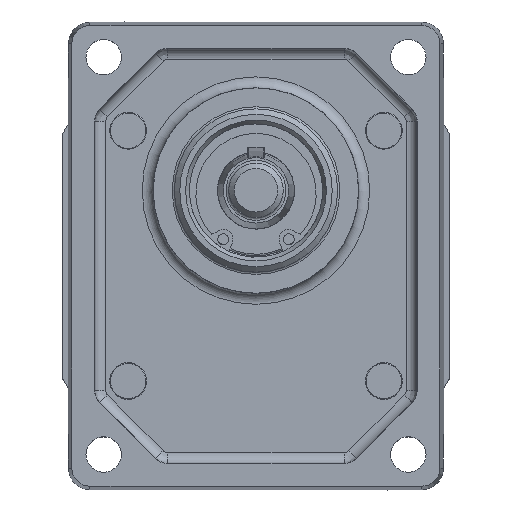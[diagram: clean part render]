
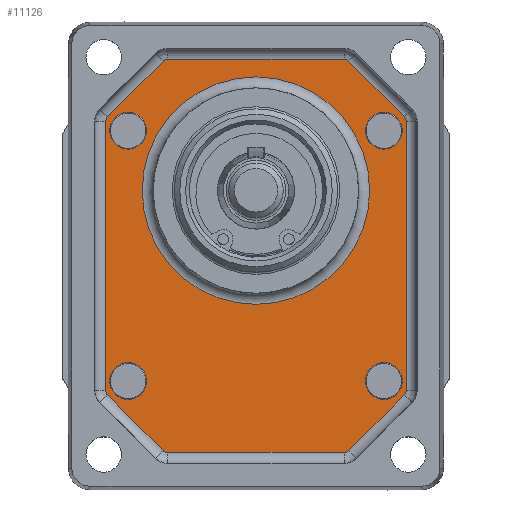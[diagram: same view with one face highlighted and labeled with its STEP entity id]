
A CAD part, top view. The second image highlights one B-rep face of the part: STEP entity #11126.
In plain terms, the highlighted planar face has unit normal (0, 0, 1).
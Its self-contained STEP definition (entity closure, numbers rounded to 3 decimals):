
#10928=CARTESIAN_POINT('',(0.556,-8.035,-2.5));
#10929=DIRECTION('',(0.0,0.0,1.0));
#10930=DIRECTION('',(-1.0,0.,0.0));
#10931=AXIS2_PLACEMENT_3D('',#10928,#10929,#10930);
#10932=PLANE('',#10931);
#10933=CARTESIAN_POINT('',(27.587,12.757,-2.5));
#10934=VERTEX_POINT('',#10933);
#10935=CARTESIAN_POINT('',(27.587,-36.757,-2.5));
#10936=VERTEX_POINT('',#10935);
#10937=CARTESIAN_POINT('',(27.587,12.757,-2.5));
#10938=DIRECTION('',(0.,-1.0,0.0));
#10939=VECTOR('',#10938,49.515);
#10940=LINE('',#10937,#10939);
#10941=EDGE_CURVE('',#10934,#10936,#10940,.T.);
#10942=ORIENTED_EDGE('',*,*,#10941,.F.);
#10943=CARTESIAN_POINT('',(27.264,13.537,-2.5));
#10944=VERTEX_POINT('',#10943);
#10945=CARTESIAN_POINT('',(26.485,12.757,-2.5));
#10946=DIRECTION('',(0.,0.,-1.0));
#10947=DIRECTION('',(0.924,0.383,0.));
#10948=AXIS2_PLACEMENT_3D('',#10945,#10946,#10947);
#10949=CIRCLE('',#10948,1.102);
#10950=EDGE_CURVE('',#10944,#10934,#10949,.T.);
#10951=ORIENTED_EDGE('',*,*,#10950,.F.);
#10952=CARTESIAN_POINT('',(17.022,23.779,-2.5));
#10953=VERTEX_POINT('',#10952);
#10954=CARTESIAN_POINT('',(17.022,23.779,-2.5));
#10955=DIRECTION('',(0.707,-0.707,0.));
#10956=VECTOR('',#10955,14.485);
#10957=LINE('',#10954,#10956);
#10958=EDGE_CURVE('',#10953,#10944,#10957,.T.);
#10959=ORIENTED_EDGE('',*,*,#10958,.F.);
#10960=CARTESIAN_POINT('',(16.243,24.102,-2.5));
#10961=VERTEX_POINT('',#10960);
#10962=CARTESIAN_POINT('',(16.243,23.,-2.5));
#10963=DIRECTION('',(0.,0.,-1.0));
#10964=DIRECTION('',(0.383,0.924,0.));
#10965=AXIS2_PLACEMENT_3D('',#10962,#10963,#10964);
#10966=CIRCLE('',#10965,1.102);
#10967=EDGE_CURVE('',#10961,#10953,#10966,.T.);
#10968=ORIENTED_EDGE('',*,*,#10967,.F.);
#10969=CARTESIAN_POINT('',(-16.272,24.102,-2.5));
#10970=VERTEX_POINT('',#10969);
#10971=CARTESIAN_POINT('',(-16.272,24.102,-2.5));
#10972=DIRECTION('',(1.0,0.,0.));
#10973=VECTOR('',#10972,32.515);
#10974=LINE('',#10971,#10973);
#10975=EDGE_CURVE('',#10970,#10961,#10974,.T.);
#10976=ORIENTED_EDGE('',*,*,#10975,.F.);
#10977=CARTESIAN_POINT('',(-17.051,23.779,-2.5));
#10978=VERTEX_POINT('',#10977);
#10979=CARTESIAN_POINT('',(-16.272,23.,-2.5));
#10980=DIRECTION('',(0.,0.,-1.0));
#10981=DIRECTION('',(-0.383,0.924,0.));
#10982=AXIS2_PLACEMENT_3D('',#10979,#10980,#10981);
#10983=CIRCLE('',#10982,1.102);
#10984=EDGE_CURVE('',#10978,#10970,#10983,.T.);
#10985=ORIENTED_EDGE('',*,*,#10984,.F.);
#10986=CARTESIAN_POINT('',(-27.294,13.537,-2.5));
#10987=VERTEX_POINT('',#10986);
#10988=CARTESIAN_POINT('',(-27.294,13.537,-2.5));
#10989=DIRECTION('',(0.707,0.707,0.));
#10990=VECTOR('',#10989,14.485);
#10991=LINE('',#10988,#10990);
#10992=EDGE_CURVE('',#10987,#10978,#10991,.T.);
#10993=ORIENTED_EDGE('',*,*,#10992,.F.);
#10994=CARTESIAN_POINT('',(-27.617,12.757,-2.5));
#10995=VERTEX_POINT('',#10994);
#10996=CARTESIAN_POINT('',(-26.515,12.757,-2.5));
#10997=DIRECTION('',(0.,0.,-1.0));
#10998=DIRECTION('',(-0.924,0.383,0.));
#10999=AXIS2_PLACEMENT_3D('',#10996,#10997,#10998);
#11000=CIRCLE('',#10999,1.102);
#11001=EDGE_CURVE('',#10995,#10987,#11000,.T.);
#11002=ORIENTED_EDGE('',*,*,#11001,.F.);
#11003=CARTESIAN_POINT('',(-27.617,-36.757,-2.5));
#11004=VERTEX_POINT('',#11003);
#11005=CARTESIAN_POINT('',(-27.617,-36.757,-2.5));
#11006=DIRECTION('',(0.,1.0,0.0));
#11007=VECTOR('',#11006,49.515);
#11008=LINE('',#11005,#11007);
#11009=EDGE_CURVE('',#11004,#10995,#11008,.T.);
#11010=ORIENTED_EDGE('',*,*,#11009,.F.);
#11011=CARTESIAN_POINT('',(-27.294,-37.537,-2.5));
#11012=VERTEX_POINT('',#11011);
#11013=CARTESIAN_POINT('',(-26.515,-36.757,-2.5));
#11014=DIRECTION('',(0.,0.,-1.0));
#11015=DIRECTION('',(-0.924,-0.383,0.));
#11016=AXIS2_PLACEMENT_3D('',#11013,#11014,#11015);
#11017=CIRCLE('',#11016,1.102);
#11018=EDGE_CURVE('',#11012,#11004,#11017,.T.);
#11019=ORIENTED_EDGE('',*,*,#11018,.F.);
#11020=CARTESIAN_POINT('',(-17.051,-47.779,-2.5));
#11021=VERTEX_POINT('',#11020);
#11022=CARTESIAN_POINT('',(-17.051,-47.779,-2.5));
#11023=DIRECTION('',(-0.707,0.707,0.));
#11024=VECTOR('',#11023,14.485);
#11025=LINE('',#11022,#11024);
#11026=EDGE_CURVE('',#11021,#11012,#11025,.T.);
#11027=ORIENTED_EDGE('',*,*,#11026,.F.);
#11028=CARTESIAN_POINT('',(-16.272,-48.102,-2.5));
#11029=VERTEX_POINT('',#11028);
#11030=CARTESIAN_POINT('',(-16.272,-47.,-2.5));
#11031=DIRECTION('',(0.,0.,-1.0));
#11032=DIRECTION('',(-0.383,-0.924,0.));
#11033=AXIS2_PLACEMENT_3D('',#11030,#11031,#11032);
#11034=CIRCLE('',#11033,1.102);
#11035=EDGE_CURVE('',#11029,#11021,#11034,.T.);
#11036=ORIENTED_EDGE('',*,*,#11035,.F.);
#11037=CARTESIAN_POINT('',(16.243,-48.102,-2.5));
#11038=VERTEX_POINT('',#11037);
#11039=CARTESIAN_POINT('',(16.243,-48.102,-2.5));
#11040=DIRECTION('',(-1.0,0.,0.));
#11041=VECTOR('',#11040,32.515);
#11042=LINE('',#11039,#11041);
#11043=EDGE_CURVE('',#11038,#11029,#11042,.T.);
#11044=ORIENTED_EDGE('',*,*,#11043,.F.);
#11045=CARTESIAN_POINT('',(17.022,-47.779,-2.5));
#11046=VERTEX_POINT('',#11045);
#11047=CARTESIAN_POINT('',(16.243,-47.,-2.5));
#11048=DIRECTION('',(0.,0.,-1.0));
#11049=DIRECTION('',(0.383,-0.924,0.));
#11050=AXIS2_PLACEMENT_3D('',#11047,#11048,#11049);
#11051=CIRCLE('',#11050,1.102);
#11052=EDGE_CURVE('',#11046,#11038,#11051,.T.);
#11053=ORIENTED_EDGE('',*,*,#11052,.F.);
#11054=CARTESIAN_POINT('',(27.264,-37.537,-2.5));
#11055=VERTEX_POINT('',#11054);
#11056=CARTESIAN_POINT('',(27.264,-37.537,-2.5));
#11057=DIRECTION('',(-0.707,-0.707,0.));
#11058=VECTOR('',#11057,14.485);
#11059=LINE('',#11056,#11058);
#11060=EDGE_CURVE('',#11055,#11046,#11059,.T.);
#11061=ORIENTED_EDGE('',*,*,#11060,.F.);
#11062=CARTESIAN_POINT('',(26.485,-36.757,-2.5));
#11063=DIRECTION('',(0.,0.,-1.0));
#11064=DIRECTION('',(0.924,-0.383,0.));
#11065=AXIS2_PLACEMENT_3D('',#11062,#11063,#11064);
#11066=CIRCLE('',#11065,1.102);
#11067=EDGE_CURVE('',#10936,#11055,#11066,.T.);
#11068=ORIENTED_EDGE('',*,*,#11067,.F.);
#11069=EDGE_LOOP('',(#10942,#10951,#10959,#10968,#10976,#10985,#10993,#11002,#11010,#11019,#11027,#11036,#11044,#11053,#11061,#11068));
#11070=FACE_OUTER_BOUND('',#11069,.T.);
#11071=CARTESIAN_POINT('',(-20.125,-35.,-2.5));
#11072=VERTEX_POINT('',#11071);
#11073=CARTESIAN_POINT('',(-23.5,-35.,-2.5));
#11074=DIRECTION('',(0.,0.,-1.0));
#11075=DIRECTION('',(-1.0,0.,0.));
#11076=AXIS2_PLACEMENT_3D('',#11073,#11074,#11075);
#11077=CIRCLE('',#11076,3.375);
#11078=EDGE_CURVE('',#11072,#11072,#11077,.T.);
#11079=ORIENTED_EDGE('',*,*,#11078,.T.);
#11080=EDGE_LOOP('',(#11079));
#11081=FACE_BOUND('',#11080,.T.);
#11082=CARTESIAN_POINT('',(-20.125,11.,-2.5));
#11083=VERTEX_POINT('',#11082);
#11084=CARTESIAN_POINT('',(-23.5,11.,-2.5));
#11085=DIRECTION('',(0.,0.,-1.0));
#11086=DIRECTION('',(-1.0,0.,0.));
#11087=AXIS2_PLACEMENT_3D('',#11084,#11085,#11086);
#11088=CIRCLE('',#11087,3.375);
#11089=EDGE_CURVE('',#11083,#11083,#11088,.T.);
#11090=ORIENTED_EDGE('',*,*,#11089,.T.);
#11091=EDGE_LOOP('',(#11090));
#11092=FACE_BOUND('',#11091,.T.);
#11093=CARTESIAN_POINT('',(26.875,-35.,-2.5));
#11094=VERTEX_POINT('',#11093);
#11095=CARTESIAN_POINT('',(23.5,-35.,-2.5));
#11096=DIRECTION('',(0.,0.,-1.0));
#11097=DIRECTION('',(-1.0,0.,0.));
#11098=AXIS2_PLACEMENT_3D('',#11095,#11096,#11097);
#11099=CIRCLE('',#11098,3.375);
#11100=EDGE_CURVE('',#11094,#11094,#11099,.T.);
#11101=ORIENTED_EDGE('',*,*,#11100,.T.);
#11102=EDGE_LOOP('',(#11101));
#11103=FACE_BOUND('',#11102,.T.);
#11104=CARTESIAN_POINT('',(26.875,11.,-2.5));
#11105=VERTEX_POINT('',#11104);
#11106=CARTESIAN_POINT('',(23.5,11.,-2.5));
#11107=DIRECTION('',(0.,0.,-1.0));
#11108=DIRECTION('',(-1.0,0.,0.));
#11109=AXIS2_PLACEMENT_3D('',#11106,#11107,#11108);
#11110=CIRCLE('',#11109,3.375);
#11111=EDGE_CURVE('',#11105,#11105,#11110,.T.);
#11112=ORIENTED_EDGE('',*,*,#11111,.T.);
#11113=EDGE_LOOP('',(#11112));
#11114=FACE_BOUND('',#11113,.T.);
#11115=CARTESIAN_POINT('',(-20.913,0.,-2.5));
#11116=VERTEX_POINT('',#11115);
#11117=CARTESIAN_POINT('',(-0.015,0.,-2.5));
#11118=DIRECTION('',(0.,0.,1.0));
#11119=DIRECTION('',(-1.0,0.,0.));
#11120=AXIS2_PLACEMENT_3D('',#11117,#11118,#11119);
#11121=CIRCLE('',#11120,20.898);
#11122=EDGE_CURVE('',#11116,#11116,#11121,.T.);
#11123=ORIENTED_EDGE('',*,*,#11122,.F.);
#11124=EDGE_LOOP('',(#11123));
#11125=FACE_BOUND('',#11124,.T.);
#11126=ADVANCED_FACE('',(#11070,#11081,#11092,#11103,#11114,#11125),#10932,.T.);
